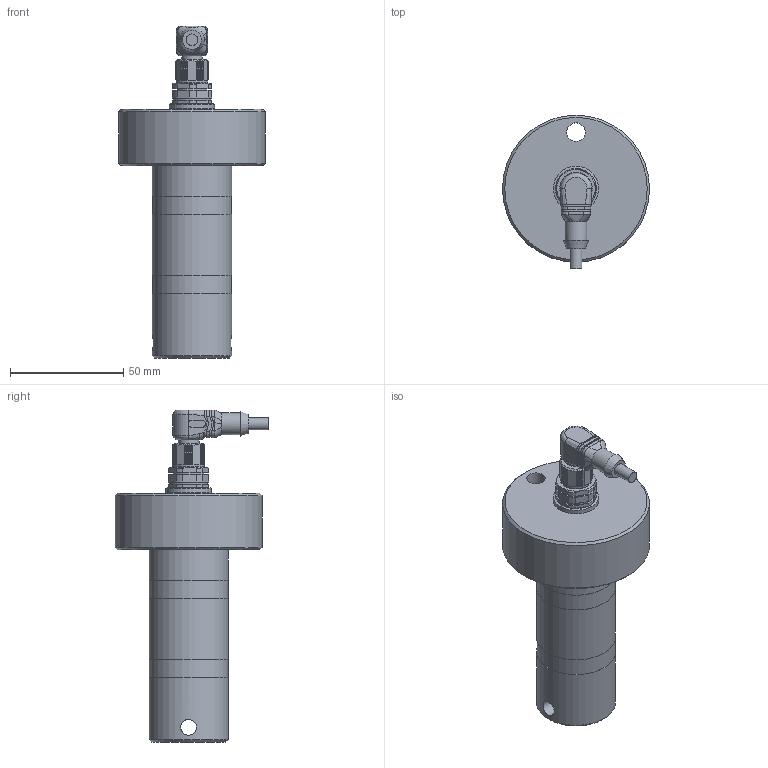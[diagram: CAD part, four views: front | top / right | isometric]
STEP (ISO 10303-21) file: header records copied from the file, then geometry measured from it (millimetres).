
FILE_DESCRIPTION (( 'STEP AP203' ), '1' );
FILE_NAME ('a_KMB35-4k-63k-S2.STEP', '2024-10-28T16:19:16', ( '' ), ( '' ), 'SwSTEP 2.0', 'SolidWorks 2023', '' );
FILE_SCHEMA (( 'CONFIG_CONTROL_DESIGN' ));
Length unit declared in the file: millimetre
Products named in the file (6): Option S2; X02163Z1 Einschraubstecker M16x1,5 EC-FSD4-0,5_16 8027469(2); a_KMB35-4k-63k-S2; X02295Z1 Kabelbuchse gewinkelt M12 (HoTec); X02024Z1 SKINDICHT® MR-M 16x1,5 _ 12x1,5      Art_ Nr_ 52104310
Assembly tree (5 placements, depth 3):
  a_KMB35-4k-63k-S2
    a_KMB35-4k-63k-S2
    X02024Z1 SKINDICHT® MR-M 16x1,5 _ 12x1,5      Art_ Nr_ 52104310
    Option S2
      X02295Z1 Kabelbuchse gewinkelt M12 (HoTec)
      X02163Z1 Einschraubstecker M16x1,5 EC-FSD4-0,5_16 8027469(2)
Bounding box: 65 x 68.02 x 146.85 mm (x, y, z)
Volume: 165494.2 mm3; surface area: 31190 mm2
Topology: 4 solids, 9 shells, 723 faces, 1906 edges, 1232 vertices
Faces by surface type: plane 386, cylinder 190, cone 81, bspline 63, torus 3
Full cylindrical faces by diameter (mm): 1 x8, 1.1 x4, 1.15 x4, 1.2 x1, 1.5 x4, 1.55 x8, 1.6 x8, 1.85 x4, 5.2 x1, 7 x1, 7.65 x1, 8.2 x1, 8.375 x1, 8.42 x1, 9.22 x1, 9.3 x1, 9.6 x1, 9.7 x1, 9.95 x1, 10.159 x1, 10.4 x1, 10.8 x1, 11 x1, 12 x1, 13.5 x2, 14 x2, 14.159 x1, 16 x2, 16.7 x1, 20 x1
Entity records: 25212 total; most frequent: CARTESIAN_POINT 8145, ORIENTED_EDGE 3428, DIRECTION 3157, EDGE_CURVE 1714, VERTEX_POINT 1166, AXIS2_PLACEMENT_3D 1131, EDGE_LOOP 904, LINE 895
